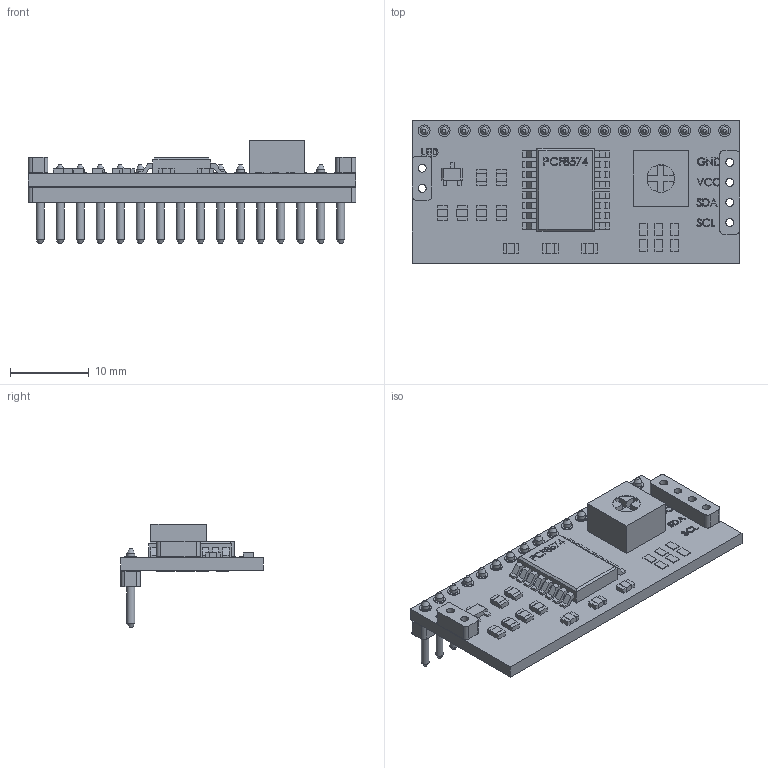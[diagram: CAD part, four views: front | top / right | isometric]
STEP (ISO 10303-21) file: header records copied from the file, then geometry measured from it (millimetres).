
FILE_DESCRIPTION(/* description */ (''),/* implementation_level */ '2;1');
FILE_NAME(/* name */ 'I2C LCD Adapter PCF8574 v1.step',/* time_stamp */ '2019-04-28T15:11:29+01:00',/* author */ ('adamshortuk'),/* organization */ (''),/* preprocessor_version */ 'ST-DEVELOPER v18',/* originating_system */ 'Autodesk Translation Framework v8.2.0.1029',/* authorisation */ '');
FILE_SCHEMA (('AUTOMOTIVE_DESIGN { 1 0 10303 214 3 1 1 }'));
Length unit declared in the file: millimetre
Products named in the file (1): I2C LCD Adapter PCF8574
Bounding box: 41.5 x 18 x 13.15 mm (x, y, z)
Volume: 1929.9 mm3; surface area: 2915.4 mm2
Topology: 1 solids, 1 shells, 848 faces, 2287 edges, 1550 vertices
Faces by surface type: plane 581, bspline 125, cylinder 110, cone 32
Full cylindrical faces by diameter (mm): 1 x38, 1.5 x44, 3.5 x1
Entity records: 34223 total; most frequent: CARTESIAN_POINT 12515, ORIENTED_EDGE 4574, DIRECTION 3903, EDGE_CURVE 2287, LINE 1619, VECTOR 1619, VERTEX_POINT 1550, AXIS2_PLACEMENT_3D 1142
